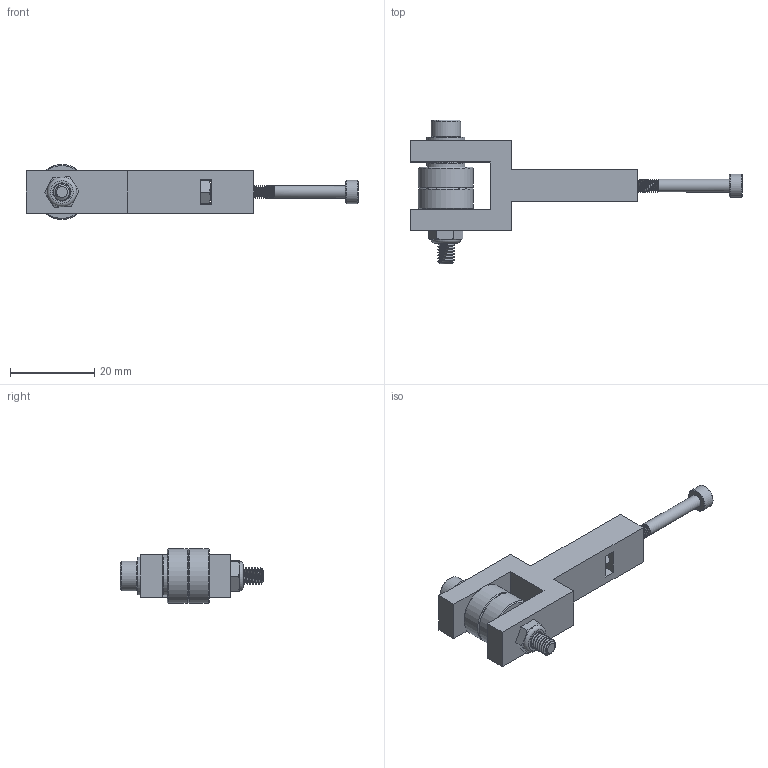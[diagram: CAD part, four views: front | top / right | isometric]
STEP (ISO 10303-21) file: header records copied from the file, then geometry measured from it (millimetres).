
FILE_DESCRIPTION(/* description */ (''),/* implementation_level */ '2;1');
FILE_NAME(/* name */ 'X idler fork assembly.step',/* time_stamp */ '2018-03-31T21:55:06+02:00',/* author */ ('boelle'),/* organization */ (''),/* preprocessor_version */ 'ST-DEVELOPER v16.13',/* originating_system */ 'Autodesk Translation Framework v6.5.0.72',/* authorisation */ '');
FILE_SCHEMA (('AUTOMOTIVE_DESIGN { 1 0 10303 214 3 1 1 }'));
Length unit declared in the file: millimetre
Products named in the file (16): X idler fork assembly; x idler fork; M3 Nut; 91828A211; M3x35; 91290A135; Ball Bearing 624; Ball Bearing 624_1; 7804K103; M4 Lock Nut; 94645A101; M4 Washer; M4x30; 91290A180; M4 Washer_1; 98269A430
Assembly tree (17 placements, depth 3):
  X idler fork assembly
    x idler fork
    M3 Nut
      91828A211
    M3x35
      91290A135
    Ball Bearing 624
      7804K103
    Ball Bearing 624_1
      7804K103
    M4 Lock Nut
      94645A101
    M4 Washer
      98269A430
    M4x30
      91290A180
    M4 Washer_1
      98269A430
Bounding box: 78.65 x 34 x 13 mm (x, y, z)
Volume: 6749.7 mm3; surface area: 7781.6 mm2
Topology: 40 solids, 40 shells, 398 faces, 1078 edges, 723 vertices
Faces by surface type: cylinder 192, plane 97, cone 72, sphere 24, torus 7, bspline 6
Full cylindrical faces by diameter (mm): 2.35 x38, 3 x40, 3.091 x27, 3.359 x1, 3.441 x5, 3.5 x2, 4 x37, 4.3 x2, 4.346 x1, 5.5 x3, 7 x1, 7.797 x8, 9 x2, 9.203 x8, 13 x2
Entity records: 27190 total; most frequent: CARTESIAN_POINT 18418, ORIENTED_EDGE 1890, DIRECTION 1558, EDGE_CURVE 945, VERTEX_POINT 644, AXIS2_PLACEMENT_3D 621, EDGE_LOOP 393, FACE_OUTER_BOUND 358
